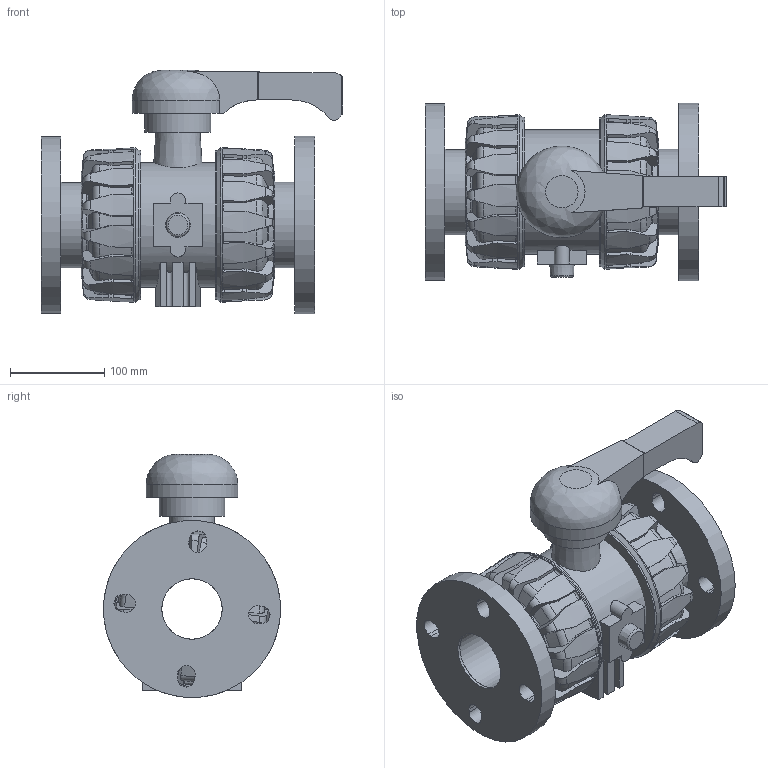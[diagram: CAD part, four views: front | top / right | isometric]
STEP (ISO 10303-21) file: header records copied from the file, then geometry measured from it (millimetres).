
FILE_DESCRIPTION(/* description */ (''),/* implementation_level */ '2;1');
FILE_NAME(/* name */ 'VKDOV075E.iam.stp',/* time_stamp */ '2013-10-01T10:38:09+02:00',/* author */ ('bfaro'),/* organization */ (''),/* preprocessor_version */ 'ST-DEVELOPER v15.2',/* originating_system */ 'Autodesk Inventor 2014',/* authorisation */ '');
FILE_SCHEMA (('AUTOMOTIVE_DESIGN { 1 0 10303 214 3 1 1 }'));
Length unit declared in the file: millimetre
Products named in the file (6): cassa VKD_75; NTVKD075V; ENDDV075; 1MNC075; Flangia Fissa D75 Socket ISO-ASA; VKDOV075E
Bounding box: 319.96 x 188 x 258 mm (x, y, z)
Volume: 4404563.4 mm3; surface area: 625322.2 mm2
Topology: 8 solids, 8 shells, 856 faces, 2366 edges, 1538 vertices
Faces by surface type: plane 324, cylinder 212, torus 157, cone 156, bspline 7
Full cylindrical faces by diameter (mm): 64 x4, 70 x1, 75 x5, 90.6 x2, 95.735 x2, 121 x2, 127.554 x2, 132 x1, 158.404 x2, 163.949 x2, 188 x2
Entity records: 17900 total; most frequent: CARTESIAN_POINT 6386, ORIENTED_EDGE 2490, DIRECTION 2289, EDGE_CURVE 1245, AXIS2_PLACEMENT_3D 952, VERTEX_POINT 823, EDGE_LOOP 510, ADVANCED_FACE 463
